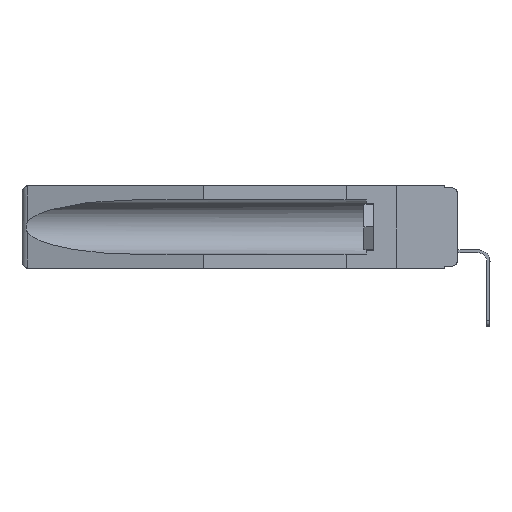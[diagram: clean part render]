
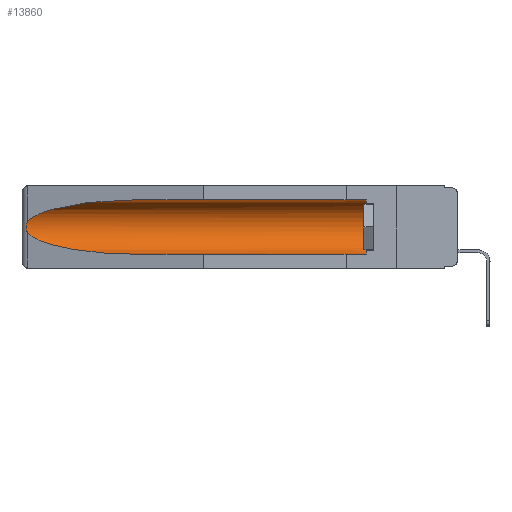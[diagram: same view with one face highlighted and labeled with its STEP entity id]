
A CAD part, left-side view. The second image highlights one B-rep face of the part: STEP entity #13860.
In plain terms, the highlighted cylindrical face has radius 2.857 mm (diameter 5.715 mm), a partial arc.
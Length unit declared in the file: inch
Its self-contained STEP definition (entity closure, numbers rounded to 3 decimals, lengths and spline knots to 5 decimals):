
#108 = CARTESIAN_POINT ( 'NONE',  ( 0.155, 1.07973, -0.059 ) ) ;
#832 = VECTOR ( 'NONE', #4192, 39.37008 ) ;
#914 = CARTESIAN_POINT ( 'NONE',  ( 0.26597, 1.5296, -0.19026 ) ) ;
#1306 =( BOUNDED_CURVE ( )  B_SPLINE_CURVE ( 3, ( #5387, #11572, #12607, #12767 ),
 .UNSPECIFIED., .F., .F. ) 
 B_SPLINE_CURVE_WITH_KNOTS ( ( 4, 4 ),
 ( 0.1948, 1.5708 ),
 .UNSPECIFIED. ) 
 CURVE ( )  GEOMETRIC_REPRESENTATION_ITEM ( )  RATIONAL_B_SPLINE_CURVE ( ( 1., 0.848, 0.848, 1. ) ) 
 REPRESENTATION_ITEM ( '' )  );
#1313 = VECTOR ( 'NONE', #5414, 39.37008 ) ;
#1462 = VERTEX_POINT ( 'NONE', #11185 ) ;
#1723 = CARTESIAN_POINT ( 'NONE',  ( 0.155, 1.07973, -0.284 ) ) ;
#2220 = DIRECTION ( 'NONE',  ( 0., 1., 0. ) ) ;
#2545 = AXIS2_PLACEMENT_3D ( 'NONE', #13345, #2220, #14583 ) ;
#2612 = CARTESIAN_POINT ( 'NONE',  ( 0.2673, 1.5327, -0.16383 ) ) ;
#2688 = EDGE_CURVE ( 'NONE', #6264, #11486, #7154, .T. ) ;
#3366 = CARTESIAN_POINT ( 'NONE',  ( 0.26537, 1.52718, -0.19328 ) ) ;
#3401 = DIRECTION ( 'NONE',  ( 0., -1., 0. ) ) ;
#3525 = VERTEX_POINT ( 'NONE', #9870 ) ;
#4098 = ORIENTED_EDGE ( 'NONE', *, *, #4123, .T. ) ;
#4123 = EDGE_CURVE ( 'NONE', #11486, #3525, #4823, .T. ) ;
#4192 = DIRECTION ( 'NONE',  ( 0., 1., 0. ) ) ;
#4247 = DIRECTION ( 'NONE',  ( 0., 0., 1. ) ) ;
#4275 = ORIENTED_EDGE ( 'NONE', *, *, #5384, .T. ) ;
#4586 = AXIS2_PLACEMENT_3D ( 'NONE', #10319, #3401, #4247 ) ;
#4670 = CIRCLE ( 'NONE', #4586, 0.1125 ) ;
#4823 =( BOUNDED_CURVE ( )  B_SPLINE_CURVE ( 3, ( #13861, #5398, #12823, #10286 ),
 .UNSPECIFIED., .F., .F. ) 
 B_SPLINE_CURVE_WITH_KNOTS ( ( 4, 4 ),
 ( 4.71239, 6.08839 ),
 .UNSPECIFIED. ) 
 CURVE ( )  GEOMETRIC_REPRESENTATION_ITEM ( )  RATIONAL_B_SPLINE_CURVE ( ( 1., 0.848, 0.848, 1. ) ) 
 REPRESENTATION_ITEM ( '' )  );
#5384 = EDGE_CURVE ( 'NONE', #3525, #10192, #6712, .T. ) ;
#5387 = CARTESIAN_POINT ( 'NONE',  ( 0.26537, 1.52718, -0.19328 ) ) ;
#5398 = CARTESIAN_POINT ( 'NONE',  ( 0.21114, 1.30732, -0.059 ) ) ;
#5414 = DIRECTION ( 'NONE',  ( 0., 1., 0. ) ) ;
#5441 = CARTESIAN_POINT ( 'NONE',  ( 0.155, -0.30754, -0.059 ) ) ;
#6048 = ORIENTED_EDGE ( 'NONE', *, *, #12843, .T. ) ;
#6264 = VERTEX_POINT ( 'NONE', #14370 ) ;
#6712 = B_SPLINE_CURVE_WITH_KNOTS ( 'NONE', 3,
 ( #13537, #8717, #9920, #2612, #11122, #12558, #7767, #8146, #914, #3366 ),
 .UNSPECIFIED., .F., .F.,
 ( 4, 2, 2, 2, 4 ),
 ( 0., 0.00029, 0.00058, 0.00087, 0.00117 ),
 .UNSPECIFIED. ) ;
#6996 = ORIENTED_EDGE ( 'NONE', *, *, #2688, .T. ) ;
#7154 = LINE ( 'NONE', #5441, #832 ) ;
#7434 = ORIENTED_EDGE ( 'NONE', *, *, #10139, .F. ) ;
#7767 = CARTESIAN_POINT ( 'NONE',  ( 0.2673, 1.53269, -0.17917 ) ) ;
#7776 = CYLINDRICAL_SURFACE ( 'NONE', #2545, 0.1125 ) ;
#7842 = CARTESIAN_POINT ( 'NONE',  ( 0.155, -0.30754, -0.284 ) ) ;
#8146 = CARTESIAN_POINT ( 'NONE',  ( 0.26655, 1.53094, -0.18657 ) ) ;
#8717 = CARTESIAN_POINT ( 'NONE',  ( 0.26597, 1.52961, -0.15275 ) ) ;
#8763 = LINE ( 'NONE', #7842, #1313 ) ;
#9870 = CARTESIAN_POINT ( 'NONE',  ( 0.26537, 1.52718, -0.14972 ) ) ;
#9920 = CARTESIAN_POINT ( 'NONE',  ( 0.26654, 1.53092, -0.15636 ) ) ;
#10139 = EDGE_CURVE ( 'NONE', #1462, #14668, #8763, .T. ) ;
#10192 = VERTEX_POINT ( 'NONE', #13003 ) ;
#10286 = CARTESIAN_POINT ( 'NONE',  ( 0.26537, 1.52718, -0.14972 ) ) ;
#10319 = CARTESIAN_POINT ( 'NONE',  ( 0.155, 0.126, -0.1715 ) ) ;
#11122 = CARTESIAN_POINT ( 'NONE',  ( 0.2675, 1.53308, -0.16763 ) ) ;
#11185 = CARTESIAN_POINT ( 'NONE',  ( 0.155, 0.126, -0.284 ) ) ;
#11486 = VERTEX_POINT ( 'NONE', #108 ) ;
#11572 = CARTESIAN_POINT ( 'NONE',  ( 0.25451, 1.48313, -0.24835 ) ) ;
#11686 = EDGE_LOOP ( 'NONE', ( #4098, #4275, #15017, #7434, #6048, #6996 ) ) ;
#12558 = CARTESIAN_POINT ( 'NONE',  ( 0.2675, 1.53308, -0.17534 ) ) ;
#12607 = CARTESIAN_POINT ( 'NONE',  ( 0.21114, 1.30732, -0.284 ) ) ;
#12767 = CARTESIAN_POINT ( 'NONE',  ( 0.155, 1.07973, -0.284 ) ) ;
#12823 = CARTESIAN_POINT ( 'NONE',  ( 0.25451, 1.48313, -0.09465 ) ) ;
#12843 = EDGE_CURVE ( 'NONE', #1462, #6264, #4670, .T. ) ;
#13003 = CARTESIAN_POINT ( 'NONE',  ( 0.26537, 1.52718, -0.19328 ) ) ;
#13345 = CARTESIAN_POINT ( 'NONE',  ( 0.155, -0.30754, -0.1715 ) ) ;
#13537 = CARTESIAN_POINT ( 'NONE',  ( 0.26537, 1.52718, -0.14972 ) ) ;
#13860 = ADVANCED_FACE ( 'NONE', ( #14783 ), #7776, .F. ) ;
#13861 = CARTESIAN_POINT ( 'NONE',  ( 0.155, 1.07973, -0.059 ) ) ;
#14370 = CARTESIAN_POINT ( 'NONE',  ( 0.155, 0.126, -0.059 ) ) ;
#14583 = DIRECTION ( 'NONE',  ( 0., 0., 1. ) ) ;
#14668 = VERTEX_POINT ( 'NONE', #1723 ) ;
#14783 = FACE_OUTER_BOUND ( 'NONE', #11686, .T. ) ;
#15017 = ORIENTED_EDGE ( 'NONE', *, *, #15358, .T. ) ;
#15358 = EDGE_CURVE ( 'NONE', #10192, #14668, #1306, .T. ) ;
